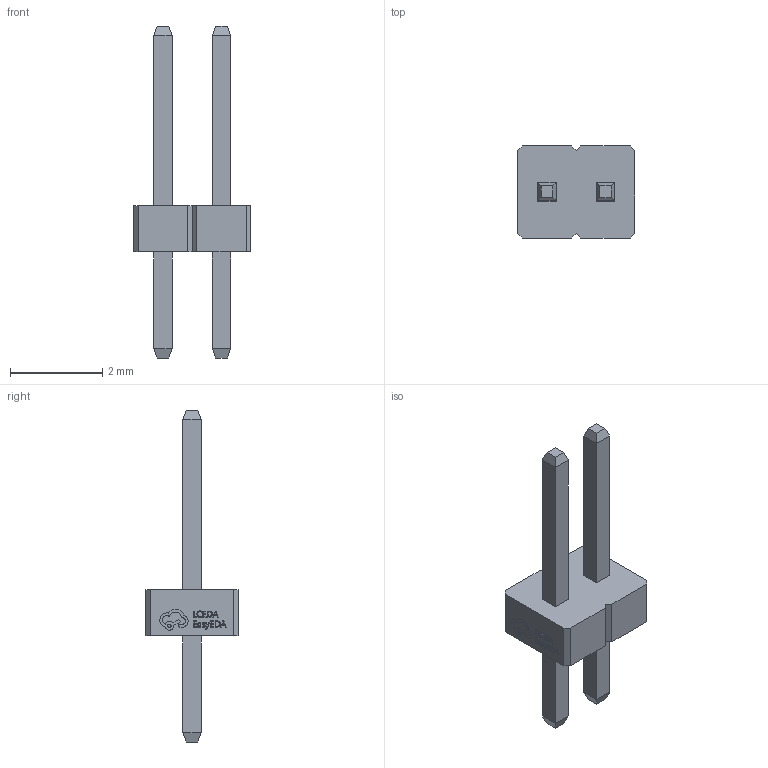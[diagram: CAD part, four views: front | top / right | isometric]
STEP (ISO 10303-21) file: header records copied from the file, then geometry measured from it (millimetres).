
FILE_DESCRIPTION (( 'STEP AP214' ), '1' );
FILE_NAME ('HDR-TH_2P-P1.27-V-M-2.STEP', '2025-02-26T06:17:17', ( '个人用户' ), ( '微软中国' ), 'SwSTEP 2.0', 'SolidWorks 2020', '' );
FILE_SCHEMA (( 'AUTOMOTIVE_DESIGN' ));
Length unit declared in the file: millimetre
Products named in the file (1): HDR-TH_2P-P1.27-V-M-2
Bounding box: 2.55 x 2 x 7.2 mm (x, y, z)
Volume: 7 mm3; surface area: 38.5 mm2
Topology: 1 solids, 1 shells, 276 faces, 737 edges, 486 vertices
Faces by surface type: plane 178, bspline 98
Entity records: 12075 total; most frequent: CARTESIAN_POINT 2806, ORIENTED_EDGE 1474, DIRECTION 895, EDGE_CURVE 737, VECTOR 537, LINE 537, VERTEX_POINT 486, EDGE_LOOP 299
